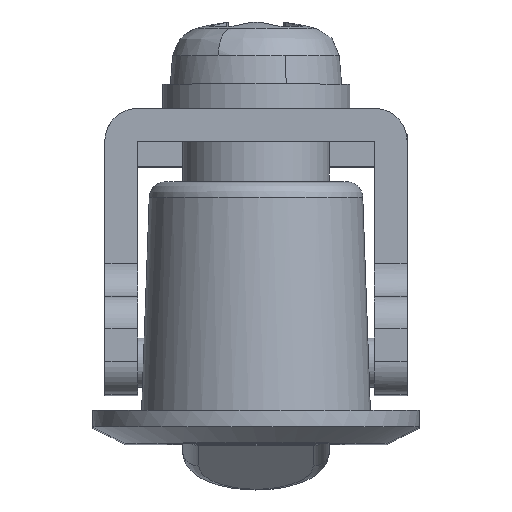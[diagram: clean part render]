
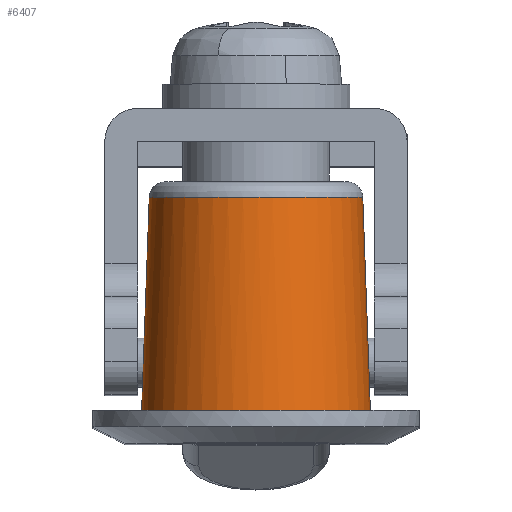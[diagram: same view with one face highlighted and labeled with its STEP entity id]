
A CAD part, top view. The second image highlights one B-rep face of the part: STEP entity #6407.
In plain terms, the highlighted free-form (B-spline) face has degree [1, 2] with [2, 5] control points.
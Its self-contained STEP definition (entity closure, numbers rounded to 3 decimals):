
#6339=CARTESIAN_POINT('',(-5.138,6.521,13.829));
#6340=CARTESIAN_POINT('',(-18.834,7.01,13.816));
#6341=CARTESIAN_POINT('',(-5.138,6.7,20.7));
#6342=CARTESIAN_POINT('',(-18.834,7.203,21.203));
#6343=CARTESIAN_POINT('',(-5.138,-0.171,20.521));
#6344=CARTESIAN_POINT('',(-18.834,-0.184,21.01));
#6345=CARTESIAN_POINT('',(-5.138,-7.042,20.341));
#6346=CARTESIAN_POINT('',(-18.834,-7.57,20.816));
#6347=CARTESIAN_POINT('',(-5.138,-6.503,13.488));
#6348=CARTESIAN_POINT('',(-18.834,-6.99,13.45));
#6356=(BOUNDED_SURFACE()B_SPLINE_SURFACE(1,2,((#6339,#6341,#6343,#6345,#6347),(#6340,#6342,#6344,#6346,#6348)),.UNSPECIFIED.,.F.,.F.,.U.)B_SPLINE_SURFACE_WITH_KNOTS((2,2),(3,2,3),(0.0,13.704),(0.0,12.05,24.101),.UNSPECIFIED.)GEOMETRIC_REPRESENTATION_ITEM()RATIONAL_B_SPLINE_SURFACE(((1.0,0.688,1.0,0.688,1.0),(1.0,0.688,1.0,0.688,1.0)))REPRESENTATION_ITEM('')SURFACE());
#6357=CARTESIAN_POINT('',(-18.5,7.,14.));
#6358=VERTEX_POINT('',#6357);
#6359=CARTESIAN_POINT('',(-5.464,6.534,14.));
#6360=VERTEX_POINT('',#6359);
#6361=CARTESIAN_POINT('',(-18.5,7.,14.));
#6362=CARTESIAN_POINT('',(-5.464,6.534,14.));
#6363=QUASI_UNIFORM_CURVE('',1,(#6361,#6362),.UNSPECIFIED.,.F.,.U.);
#6364=EDGE_CURVE('',#6358,#6360,#6363,.T.);
#6365=ORIENTED_EDGE('',*,*,#6364,.F.);
#6366=CARTESIAN_POINT('',(-18.5,-7.,14.));
#6367=VERTEX_POINT('',#6366);
#6368=CARTESIAN_POINT('',(-18.5,-7.,14.));
#6369=CARTESIAN_POINT('',(-18.5,-7.,21.));
#6370=CARTESIAN_POINT('',(-18.5,0.0,21.));
#6371=CARTESIAN_POINT('',(-18.5,7.,21.));
#6372=CARTESIAN_POINT('',(-18.5,7.,14.));
#6380=(BOUNDED_CURVE()B_SPLINE_CURVE(2,(#6368,#6369,#6370,#6371,#6372),.UNSPECIFIED.,.F.,.U.)B_SPLINE_CURVE_WITH_KNOTS((3,2,3),(0.0,0.5,1.0),.UNSPECIFIED.)CURVE()GEOMETRIC_REPRESENTATION_ITEM()RATIONAL_B_SPLINE_CURVE((1.0,0.707,1.0,0.707,1.0))REPRESENTATION_ITEM(''));
#6381=EDGE_CURVE('',#6367,#6358,#6380,.T.);
#6382=ORIENTED_EDGE('',*,*,#6381,.F.);
#6383=CARTESIAN_POINT('',(-5.464,-6.534,14.));
#6384=VERTEX_POINT('',#6383);
#6385=CARTESIAN_POINT('',(-5.464,-6.534,14.));
#6386=CARTESIAN_POINT('',(-18.5,-7.,14.));
#6387=QUASI_UNIFORM_CURVE('',1,(#6385,#6386),.UNSPECIFIED.,.F.,.U.);
#6388=EDGE_CURVE('',#6384,#6367,#6387,.T.);
#6389=ORIENTED_EDGE('',*,*,#6388,.F.);
#6390=CARTESIAN_POINT('',(-5.464,-6.534,14.));
#6391=CARTESIAN_POINT('',(-5.464,-6.534,20.534));
#6392=CARTESIAN_POINT('',(-5.464,0.0,20.534));
#6393=CARTESIAN_POINT('',(-5.464,6.534,20.534));
#6394=CARTESIAN_POINT('',(-5.464,6.534,14.));
#6402=(BOUNDED_CURVE()B_SPLINE_CURVE(2,(#6390,#6391,#6392,#6393,#6394),.UNSPECIFIED.,.F.,.U.)B_SPLINE_CURVE_WITH_KNOTS((3,2,3),(0.0,0.5,1.0),.UNSPECIFIED.)CURVE()GEOMETRIC_REPRESENTATION_ITEM()RATIONAL_B_SPLINE_CURVE((1.0,0.707,1.0,0.707,1.0))REPRESENTATION_ITEM(''));
#6403=EDGE_CURVE('',#6384,#6360,#6402,.T.);
#6404=ORIENTED_EDGE('',*,*,#6403,.T.);
#6405=EDGE_LOOP('',(#6365,#6382,#6389,#6404));
#6406=FACE_OUTER_BOUND('',#6405,.T.);
#6407=ADVANCED_FACE('',(#6406),#6356,.T.);
